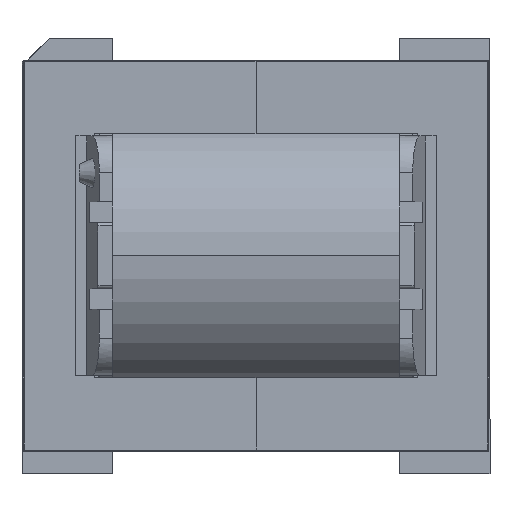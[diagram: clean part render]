
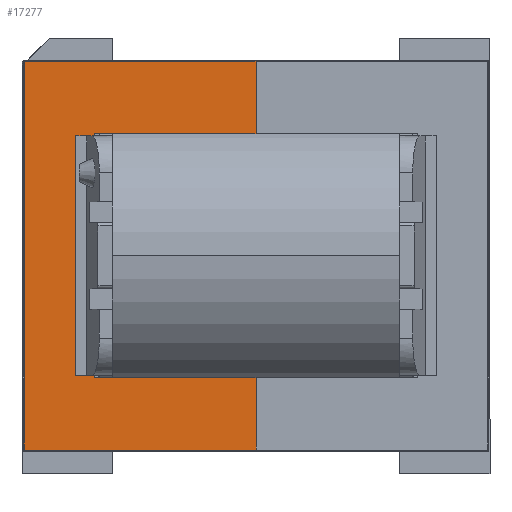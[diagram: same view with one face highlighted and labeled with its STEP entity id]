
A CAD part, top view. The second image highlights one B-rep face of the part: STEP entity #17277.
In plain terms, the highlighted planar face has unit normal (0, 0, 1).
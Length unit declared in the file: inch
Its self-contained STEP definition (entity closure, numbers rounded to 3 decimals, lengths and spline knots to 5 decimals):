
#95 = DIRECTION ( 'NONE',  ( 1., 0., 0. ) ) ;
#487 = CARTESIAN_POINT ( 'NONE',  ( 0., 0.70315, 0.46063 ) ) ;
#882 = DIRECTION ( 'NONE',  ( 0., -1., 0. ) ) ;
#899 = DIRECTION ( 'NONE',  ( 1., 0., 0. ) ) ;
#1101 = ORIENTED_EDGE ( 'NONE', *, *, #23053, .T. ) ;
#1126 = VECTOR ( 'NONE', #6152, 39.37008 ) ;
#1202 = DIRECTION ( 'NONE',  ( 0., 1., 0. ) ) ;
#1426 = DIRECTION ( 'NONE',  ( 0., -1., 0. ) ) ;
#2070 = CARTESIAN_POINT ( 'NONE',  ( 0.25394, 0.44158, 0.46063 ) ) ;
#2098 = VERTEX_POINT ( 'NONE', #8457 ) ;
#3044 = LINE ( 'NONE', #2070, #9917 ) ;
#3144 = CARTESIAN_POINT ( 'NONE',  ( 0.83858, 0.70315, 0.46063 ) ) ;
#3947 = ORIENTED_EDGE ( 'NONE', *, *, #4914, .T. ) ;
#4040 = CARTESIAN_POINT ( 'NONE',  ( 0.83858, 0.70315, 0.46063 ) ) ;
#4277 = VERTEX_POINT ( 'NONE', #16241 ) ;
#4444 = PLANE ( 'NONE',  #13156 ) ;
#4775 = VECTOR ( 'NONE', #95, 39.37008 ) ;
#4856 = VECTOR ( 'NONE', #19438, 39.37008 ) ;
#4914 = EDGE_CURVE ( 'NONE', #6172, #2098, #12661, .T. ) ;
#5422 = VECTOR ( 'NONE', #899, 39.37008 ) ;
#5714 = CARTESIAN_POINT ( 'NONE',  ( 0., -0.70315, 0.46063 ) ) ;
#5958 = EDGE_CURVE ( 'NONE', #6172, #25336, #3044, .T. ) ;
#6152 = DIRECTION ( 'NONE',  ( -1., 0., 0. ) ) ;
#6172 = VERTEX_POINT ( 'NONE', #9208 ) ;
#6410 = VERTEX_POINT ( 'NONE', #5714 ) ;
#6635 = CARTESIAN_POINT ( 'NONE',  ( 0.83858, 0.70315, 0.46063 ) ) ;
#7507 = VECTOR ( 'NONE', #882, 39.37008 ) ;
#8154 = ORIENTED_EDGE ( 'NONE', *, *, #5958, .F. ) ;
#8457 = CARTESIAN_POINT ( 'NONE',  ( 0.83858, 0.44158, 0.46063 ) ) ;
#8926 = DIRECTION ( 'NONE',  ( 0., 0., -1. ) ) ;
#8985 = LINE ( 'NONE', #14532, #1126 ) ;
#9208 = CARTESIAN_POINT ( 'NONE',  ( 0.25394, 0.44158, 0.46063 ) ) ;
#9748 = ORIENTED_EDGE ( 'NONE', *, *, #16344, .F. ) ;
#9917 = VECTOR ( 'NONE', #1426, 39.37008 ) ;
#10566 = CARTESIAN_POINT ( 'NONE',  ( 0.83858, 0.70315, 0.46063 ) ) ;
#11409 = LINE ( 'NONE', #13065, #4856 ) ;
#12661 = LINE ( 'NONE', #26156, #5422 ) ;
#13065 = CARTESIAN_POINT ( 'NONE',  ( 0.25394, -0.44158, 0.46063 ) ) ;
#13134 = CARTESIAN_POINT ( 'NONE',  ( 0.25394, -0.44158, 0.46063 ) ) ;
#13156 = AXIS2_PLACEMENT_3D ( 'NONE', #6635, #8926, #15026 ) ;
#13947 = ORIENTED_EDGE ( 'NONE', *, *, #20894, .T. ) ;
#14316 = VECTOR ( 'NONE', #1202, 39.37008 ) ;
#14532 = CARTESIAN_POINT ( 'NONE',  ( 0., 0.70315, 0.46063 ) ) ;
#14781 = ORIENTED_EDGE ( 'NONE', *, *, #22504, .T. ) ;
#15026 = DIRECTION ( 'NONE',  ( -1., 0., 0. ) ) ;
#15125 = EDGE_LOOP ( 'NONE', ( #8154, #3947, #24669, #13947, #18379, #1101, #14781, #9748 ) ) ;
#16241 = CARTESIAN_POINT ( 'NONE',  ( 0.83858, -0.44158, 0.46063 ) ) ;
#16344 = EDGE_CURVE ( 'NONE', #25336, #4277, #11409, .T. ) ;
#17277 = ADVANCED_FACE ( 'NONE', ( #20138 ), #4444, .F. ) ;
#17960 = CARTESIAN_POINT ( 'NONE',  ( 0., -0.70315, 0.46063 ) ) ;
#17967 = LINE ( 'NONE', #10566, #22263 ) ;
#18157 = EDGE_CURVE ( 'NONE', #18556, #6410, #25745, .T. ) ;
#18320 = CARTESIAN_POINT ( 'NONE',  ( 0.83858, -0.70315, 0.46063 ) ) ;
#18379 = ORIENTED_EDGE ( 'NONE', *, *, #18157, .T. ) ;
#18556 = VERTEX_POINT ( 'NONE', #487 ) ;
#18672 = CARTESIAN_POINT ( 'NONE',  ( 0., -0.70315, 0.46063 ) ) ;
#19438 = DIRECTION ( 'NONE',  ( 1., 0., 0. ) ) ;
#20138 = FACE_OUTER_BOUND ( 'NONE', #15125, .T. ) ;
#20894 = EDGE_CURVE ( 'NONE', #26748, #18556, #8985, .T. ) ;
#22263 = VECTOR ( 'NONE', #25572, 39.37008 ) ;
#22337 = VERTEX_POINT ( 'NONE', #18320 ) ;
#22504 = EDGE_CURVE ( 'NONE', #22337, #4277, #17967, .T. ) ;
#22846 = EDGE_CURVE ( 'NONE', #2098, #26748, #25611, .T. ) ;
#23053 = EDGE_CURVE ( 'NONE', #6410, #22337, #26898, .T. ) ;
#24669 = ORIENTED_EDGE ( 'NONE', *, *, #22846, .T. ) ;
#25336 = VERTEX_POINT ( 'NONE', #13134 ) ;
#25572 = DIRECTION ( 'NONE',  ( 0., 1., 0. ) ) ;
#25611 = LINE ( 'NONE', #3144, #14316 ) ;
#25745 = LINE ( 'NONE', #17960, #7507 ) ;
#26156 = CARTESIAN_POINT ( 'NONE',  ( 0.25394, 0.44158, 0.46063 ) ) ;
#26748 = VERTEX_POINT ( 'NONE', #4040 ) ;
#26898 = LINE ( 'NONE', #18672, #4775 ) ;
